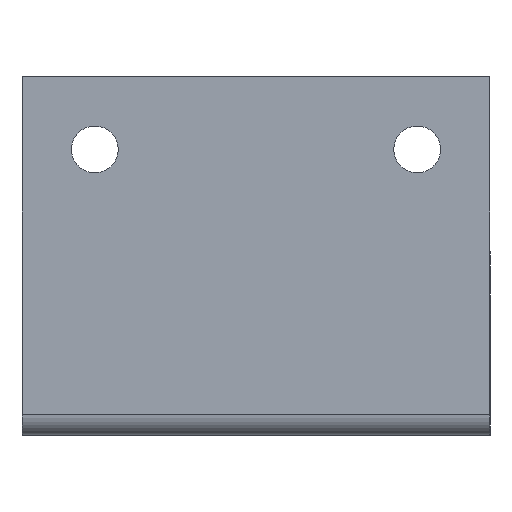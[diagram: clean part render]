
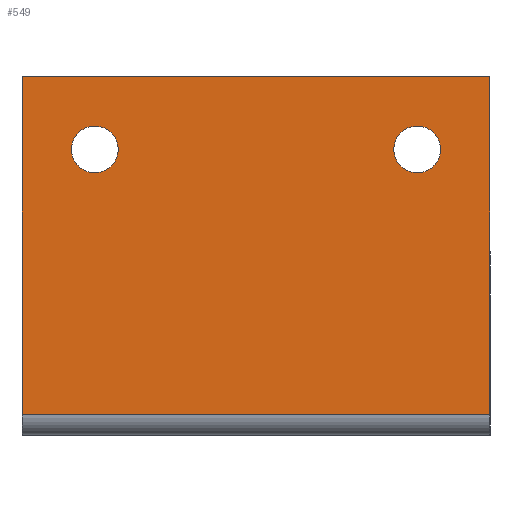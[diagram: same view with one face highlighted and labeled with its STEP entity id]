
A CAD part, left-side view. The second image highlights one B-rep face of the part: STEP entity #549.
In plain terms, the highlighted planar face has unit normal (-1, 0, 0).
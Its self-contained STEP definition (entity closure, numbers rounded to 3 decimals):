
#39=FACE_BOUND('',#115,.T.);
#40=FACE_BOUND('',#116,.T.);
#57=PLANE('',#662);
#83=FACE_OUTER_BOUND('',#114,.T.);
#114=EDGE_LOOP('',(#432,#433,#434,#435));
#115=EDGE_LOOP('',(#436));
#116=EDGE_LOOP('',(#437));
#146=LINE('',#886,#195);
#161=LINE('',#922,#210);
#164=LINE('',#928,#213);
#165=LINE('',#929,#214);
#195=VECTOR('',#723,10.);
#210=VECTOR('',#762,10.);
#213=VECTOR('',#767,10.);
#214=VECTOR('',#768,10.);
#243=CIRCLE('',#643,2.25);
#246=CIRCLE('',#647,2.25);
#263=VERTEX_POINT('',#868);
#266=VERTEX_POINT('',#876);
#269=VERTEX_POINT('',#883);
#270=VERTEX_POINT('',#885);
#279=VERTEX_POINT('',#921);
#281=VERTEX_POINT('',#927);
#312=EDGE_CURVE('',#263,#263,#243,.T.);
#316=EDGE_CURVE('',#266,#266,#246,.T.);
#319=EDGE_CURVE('',#270,#269,#146,.T.);
#337=EDGE_CURVE('',#279,#270,#161,.T.);
#340=EDGE_CURVE('',#269,#281,#164,.T.);
#341=EDGE_CURVE('',#281,#279,#165,.T.);
#432=ORIENTED_EDGE('',*,*,#319,.T.);
#433=ORIENTED_EDGE('',*,*,#340,.T.);
#434=ORIENTED_EDGE('',*,*,#341,.T.);
#435=ORIENTED_EDGE('',*,*,#337,.T.);
#436=ORIENTED_EDGE('',*,*,#312,.T.);
#437=ORIENTED_EDGE('',*,*,#316,.T.);
#549=ADVANCED_FACE('',(#83,#39,#40),#57,.F.);
#643=AXIS2_PLACEMENT_3D('',#870,#707,#708);
#647=AXIS2_PLACEMENT_3D('',#878,#716,#717);
#662=AXIS2_PLACEMENT_3D('',#926,#765,#766);
#707=DIRECTION('center_axis',(1.,0.,0.));
#708=DIRECTION('ref_axis',(0.,0.,-1.));
#716=DIRECTION('center_axis',(1.,0.,0.));
#717=DIRECTION('ref_axis',(0.,0.,-1.));
#723=DIRECTION('',(0.,-1.,0.));
#762=DIRECTION('',(0.,0.,-1.));
#765=DIRECTION('center_axis',(1.,0.,0.));
#766=DIRECTION('ref_axis',(0.,0.,-1.));
#767=DIRECTION('',(0.,0.,1.));
#768=DIRECTION('',(0.,1.,0.));
#868=CARTESIAN_POINT('',(0.,38.,-4.75));
#870=CARTESIAN_POINT('Origin',(0.,38.,-7.));
#876=CARTESIAN_POINT('',(0.,7.,-4.75));
#878=CARTESIAN_POINT('Origin',(0.,7.,-7.));
#883=CARTESIAN_POINT('',(0.,0.,-32.5));
#885=CARTESIAN_POINT('',(0.,45.,-32.5));
#886=CARTESIAN_POINT('',(0.,33.75,-32.5));
#921=CARTESIAN_POINT('',(0.,45.,0.));
#922=CARTESIAN_POINT('',(0.,45.,0.));
#926=CARTESIAN_POINT('Origin',(0.,22.5,-17.25));
#927=CARTESIAN_POINT('',(0.,0.,0.));
#928=CARTESIAN_POINT('',(0.,0.,-34.5));
#929=CARTESIAN_POINT('',(0.,0.,0.));
